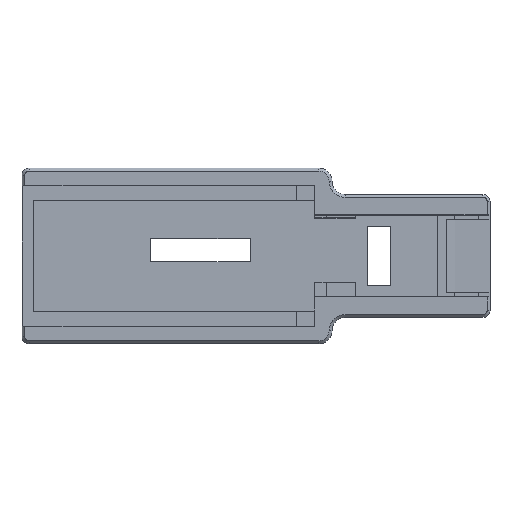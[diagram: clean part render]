
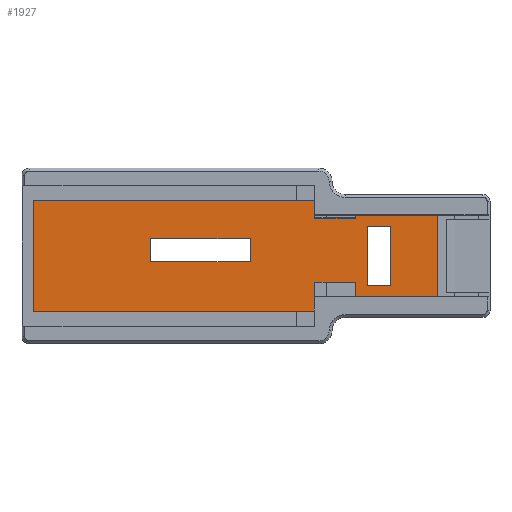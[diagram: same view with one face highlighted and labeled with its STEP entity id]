
A CAD part, top view. The second image highlights one B-rep face of the part: STEP entity #1927.
In plain terms, the highlighted planar face has unit normal (0, 0, 1).
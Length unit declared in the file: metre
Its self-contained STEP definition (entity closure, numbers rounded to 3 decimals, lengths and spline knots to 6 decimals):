
#147=ORIENTED_EDGE('',*,*,#716,.T.);
#148=ORIENTED_EDGE('',*,*,#717,.F.);
#149=ORIENTED_EDGE('',*,*,#715,.T.);
#150=ORIENTED_EDGE('',*,*,#718,.T.);
#151=ORIENTED_EDGE('',*,*,#719,.F.);
#152=ORIENTED_EDGE('',*,*,#720,.T.);
#153=ORIENTED_EDGE('',*,*,#721,.F.);
#154=ORIENTED_EDGE('',*,*,#722,.T.);
#155=ORIENTED_EDGE('',*,*,#723,.F.);
#156=ORIENTED_EDGE('',*,*,#724,.F.);
#157=ORIENTED_EDGE('',*,*,#725,.T.);
#158=ORIENTED_EDGE('',*,*,#726,.F.);
#159=ORIENTED_EDGE('',*,*,#727,.F.);
#160=ORIENTED_EDGE('',*,*,#728,.T.);
#161=ORIENTED_EDGE('',*,*,#729,.T.);
#162=ORIENTED_EDGE('',*,*,#730,.F.);
#163=ORIENTED_EDGE('',*,*,#731,.F.);
#164=ORIENTED_EDGE('',*,*,#732,.T.);
#165=ORIENTED_EDGE('',*,*,#733,.T.);
#166=ORIENTED_EDGE('',*,*,#734,.F.);
#715=EDGE_CURVE('',#997,#999,#1166,.T.);
#716=EDGE_CURVE('',#1000,#1001,#1167,.T.);
#717=EDGE_CURVE('',#997,#1001,#1168,.T.);
#718=EDGE_CURVE('',#999,#1002,#1169,.T.);
#719=EDGE_CURVE('',#1003,#1002,#1170,.T.);
#720=EDGE_CURVE('',#1003,#1004,#1171,.T.);
#721=EDGE_CURVE('',#1005,#1004,#1172,.T.);
#722=EDGE_CURVE('',#1005,#1006,#1173,.T.);
#723=EDGE_CURVE('',#1007,#1006,#1174,.T.);
#724=EDGE_CURVE('',#1008,#1007,#1175,.T.);
#725=EDGE_CURVE('',#1008,#1009,#1176,.T.);
#726=EDGE_CURVE('',#1000,#1009,#1177,.T.);
#727=EDGE_CURVE('',#1010,#1011,#1178,.T.);
#728=EDGE_CURVE('',#1010,#1012,#1179,.T.);
#729=EDGE_CURVE('',#1012,#1013,#1180,.T.);
#730=EDGE_CURVE('',#1011,#1013,#1181,.T.);
#731=EDGE_CURVE('',#1014,#1015,#1182,.T.);
#732=EDGE_CURVE('',#1014,#1016,#1183,.T.);
#733=EDGE_CURVE('',#1016,#1017,#1184,.T.);
#734=EDGE_CURVE('',#1015,#1017,#1185,.T.);
#997=VERTEX_POINT('',#2877);
#999=VERTEX_POINT('',#2881);
#1000=VERTEX_POINT('',#2885);
#1001=VERTEX_POINT('',#2886);
#1002=VERTEX_POINT('',#2889);
#1003=VERTEX_POINT('',#2891);
#1004=VERTEX_POINT('',#2893);
#1005=VERTEX_POINT('',#2895);
#1006=VERTEX_POINT('',#2897);
#1007=VERTEX_POINT('',#2899);
#1008=VERTEX_POINT('',#2901);
#1009=VERTEX_POINT('',#2903);
#1010=VERTEX_POINT('',#2906);
#1011=VERTEX_POINT('',#2907);
#1012=VERTEX_POINT('',#2909);
#1013=VERTEX_POINT('',#2911);
#1014=VERTEX_POINT('',#2914);
#1015=VERTEX_POINT('',#2915);
#1016=VERTEX_POINT('',#2917);
#1017=VERTEX_POINT('',#2919);
#1166=LINE('',#2882,#1419);
#1167=LINE('',#2884,#1420);
#1168=LINE('',#2887,#1421);
#1169=LINE('',#2888,#1422);
#1170=LINE('',#2890,#1423);
#1171=LINE('',#2892,#1424);
#1172=LINE('',#2894,#1425);
#1173=LINE('',#2896,#1426);
#1174=LINE('',#2898,#1427);
#1175=LINE('',#2900,#1428);
#1176=LINE('',#2902,#1429);
#1177=LINE('',#2904,#1430);
#1178=LINE('',#2905,#1431);
#1179=LINE('',#2908,#1432);
#1180=LINE('',#2910,#1433);
#1181=LINE('',#2912,#1434);
#1182=LINE('',#2913,#1435);
#1183=LINE('',#2916,#1436);
#1184=LINE('',#2918,#1437);
#1185=LINE('',#2920,#1438);
#1419=VECTOR('',#2290,1.);
#1420=VECTOR('',#2293,1.);
#1421=VECTOR('',#2294,1.);
#1422=VECTOR('',#2295,1.);
#1423=VECTOR('',#2296,1.);
#1424=VECTOR('',#2297,1.);
#1425=VECTOR('',#2298,1.);
#1426=VECTOR('',#2299,1.);
#1427=VECTOR('',#2300,1.);
#1428=VECTOR('',#2301,1.);
#1429=VECTOR('',#2302,1.);
#1430=VECTOR('',#2303,1.);
#1431=VECTOR('',#2304,1.);
#1432=VECTOR('',#2305,1.);
#1433=VECTOR('',#2306,1.);
#1434=VECTOR('',#2307,1.);
#1435=VECTOR('',#2308,1.);
#1436=VECTOR('',#2309,1.);
#1437=VECTOR('',#2310,1.);
#1438=VECTOR('',#2311,1.);
#1618=EDGE_LOOP('',(#147,#148,#149,#150,#151,#152,#153,#154,#155,#156,#157,
#158));
#1619=EDGE_LOOP('',(#159,#160,#161,#162));
#1620=EDGE_LOOP('',(#163,#164,#165,#166));
#1731=FACE_BOUND('',#1618,.T.);
#1732=FACE_BOUND('',#1619,.T.);
#1733=FACE_BOUND('',#1620,.T.);
#1842=PLANE('',#2061);
#1927=ADVANCED_FACE('',(#1731,#1732,#1733),#1842,.T.);
#2061=AXIS2_PLACEMENT_3D('',#2883,#2291,#2292);
#2290=DIRECTION('',(0.,-1.,0.));
#2291=DIRECTION('',(0.,0.,1.));
#2292=DIRECTION('',(1.,0.,0.));
#2293=DIRECTION('',(0.,1.,0.));
#2294=DIRECTION('',(1.,0.,0.));
#2295=DIRECTION('',(1.,0.,0.));
#2296=DIRECTION('',(0.,-1.,0.));
#2297=DIRECTION('',(1.,0.,0.));
#2298=DIRECTION('',(0.,1.,0.));
#2299=DIRECTION('',(1.,0.,0.));
#2300=DIRECTION('',(0.,-1.,0.));
#2301=DIRECTION('',(1.,0.,0.));
#2302=DIRECTION('',(0.,-1.,0.));
#2303=DIRECTION('',(1.,0.,0.));
#2304=DIRECTION('',(0.,-1.,0.));
#2305=DIRECTION('',(1.,0.,0.));
#2306=DIRECTION('',(0.,-1.,0.));
#2307=DIRECTION('',(1.,0.,0.));
#2308=DIRECTION('',(0.,-1.,0.));
#2309=DIRECTION('',(1.,0.,0.));
#2310=DIRECTION('',(0.,-1.,0.));
#2311=DIRECTION('',(1.,0.,0.));
#2877=CARTESIAN_POINT('',(-0.038,0.0095,0.002));
#2881=CARTESIAN_POINT('',(-0.038,-0.0095,0.002));
#2882=CARTESIAN_POINT('',(-0.038,0.,0.002));
#2883=CARTESIAN_POINT('',(0.,0.,0.002));
#2884=CARTESIAN_POINT('',(0.01,0.008,0.002));
#2885=CARTESIAN_POINT('',(0.01,0.0065,0.002));
#2886=CARTESIAN_POINT('',(0.01,0.0095,0.002));
#2887=CARTESIAN_POINT('',(-0.0155,0.0095,0.002));
#2888=CARTESIAN_POINT('',(-0.0155,-0.0095,0.002));
#2889=CARTESIAN_POINT('',(0.01,-0.0095,0.002));
#2890=CARTESIAN_POINT('',(0.01,-0.007,0.002));
#2891=CARTESIAN_POINT('',(0.01,-0.0045,0.002));
#2892=CARTESIAN_POINT('',(0.0145,-0.0045,0.002));
#2893=CARTESIAN_POINT('',(0.017,-0.0045,0.002));
#2894=CARTESIAN_POINT('',(0.017,-0.006,0.002));
#2895=CARTESIAN_POINT('',(0.017,-0.0075,0.002));
#2896=CARTESIAN_POINT('',(0.023,-0.0075,0.002));
#2897=CARTESIAN_POINT('',(0.031,-0.0075,0.002));
#2898=CARTESIAN_POINT('',(0.031,0.,0.002));
#2899=CARTESIAN_POINT('',(0.031,0.0075,0.002));
#2900=CARTESIAN_POINT('',(0.023,0.0075,0.002));
#2901=CARTESIAN_POINT('',(0.017,0.0075,0.002));
#2902=CARTESIAN_POINT('',(0.017,0.007,0.002));
#2903=CARTESIAN_POINT('',(0.017,0.0065,0.002));
#2904=CARTESIAN_POINT('',(0.0145,0.0065,0.002));
#2905=CARTESIAN_POINT('',(0.019,0.,0.002));
#2906=CARTESIAN_POINT('',(0.019,0.005,0.002));
#2907=CARTESIAN_POINT('',(0.019,-0.005,0.002));
#2908=CARTESIAN_POINT('',(0.021,0.005,0.002));
#2909=CARTESIAN_POINT('',(0.023,0.005,0.002));
#2910=CARTESIAN_POINT('',(0.023,0.,0.002));
#2911=CARTESIAN_POINT('',(0.023,-0.005,0.002));
#2912=CARTESIAN_POINT('',(0.021,-0.005,0.002));
#2913=CARTESIAN_POINT('',(-0.018,0.001,0.002));
#2914=CARTESIAN_POINT('',(-0.018,0.003,0.002));
#2915=CARTESIAN_POINT('',(-0.018,-0.001,0.002));
#2916=CARTESIAN_POINT('',(-0.0095,0.003,0.002));
#2917=CARTESIAN_POINT('',(-0.001,0.003,0.002));
#2918=CARTESIAN_POINT('',(-0.001,0.001,0.002));
#2919=CARTESIAN_POINT('',(-0.001,-0.001,0.002));
#2920=CARTESIAN_POINT('',(-0.0095,-0.001,0.002));
